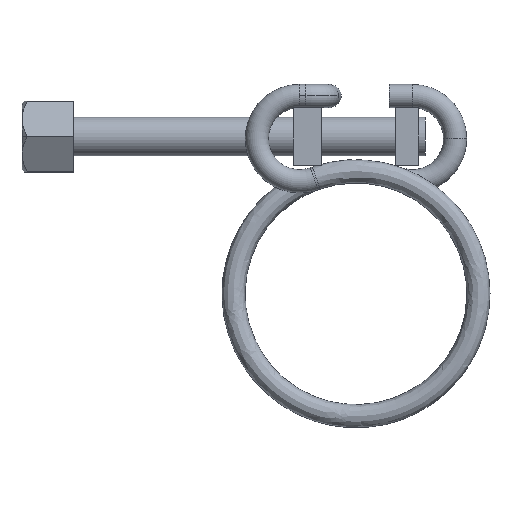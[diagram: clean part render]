
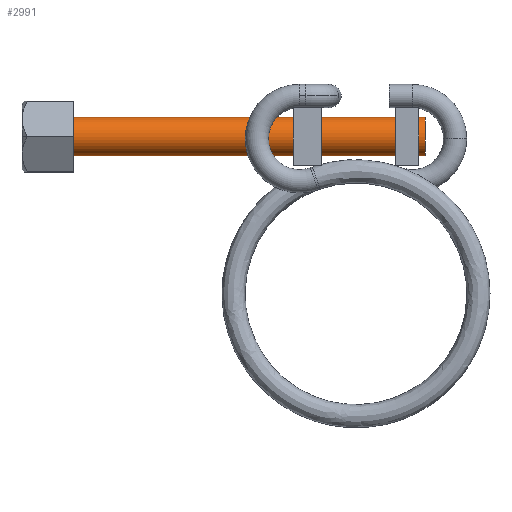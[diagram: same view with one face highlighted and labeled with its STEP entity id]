
A CAD part, top view. The second image highlights one B-rep face of the part: STEP entity #2991.
In plain terms, the highlighted cylindrical face has radius 1.5 mm (diameter 3 mm), a partial arc.
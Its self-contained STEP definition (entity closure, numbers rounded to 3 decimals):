
#141 = CIRCLE ( 'NONE', #1846, 1.5 ) ;
#605 = AXIS2_PLACEMENT_3D ( 'NONE', #5994, #4244, #2949 ) ;
#607 = ORIENTED_EDGE ( 'NONE', *, *, #3276, .F. ) ;
#1440 = CIRCLE ( 'NONE', #605, 1.5 ) ;
#1846 = AXIS2_PLACEMENT_3D ( 'NONE', #5190, #3065, #3106 ) ;
#2219 = DIRECTION ( 'NONE',  ( -1., 0., 0. ) ) ;
#2371 = DIRECTION ( 'NONE',  ( -1., 0., 0. ) ) ;
#2551 = EDGE_CURVE ( 'NONE', #4987, #5566, #4436, .T. ) ;
#2949 = DIRECTION ( 'NONE',  ( 0., 1., 0. ) ) ;
#2991 = ADVANCED_FACE ( 'NONE', ( #5515 ), #3492, .T. ) ;
#3065 = DIRECTION ( 'NONE',  ( 1., 0., 0. ) ) ;
#3106 = DIRECTION ( 'NONE',  ( 0., 1., 0. ) ) ;
#3276 = EDGE_CURVE ( 'NONE', #4987, #3825, #1440, .T. ) ;
#3492 = CYLINDRICAL_SURFACE ( 'NONE', #6452, 1.5 ) ;
#3724 = VECTOR ( 'NONE', #2371, 1000. ) ;
#3825 = VERTEX_POINT ( 'NONE', #4345 ) ;
#3995 = ORIENTED_EDGE ( 'NONE', *, *, #7876, .F. ) ;
#4206 = EDGE_CURVE ( 'NONE', #5566, #5919, #141, .T. ) ;
#4244 = DIRECTION ( 'NONE',  ( 1., 0., 0. ) ) ;
#4345 = CARTESIAN_POINT ( 'NONE',  ( 5.382, 10.7, 0. ) ) ;
#4436 = LINE ( 'NONE', #8480, #3724 ) ;
#4480 = VECTOR ( 'NONE', #2219, 1000. ) ;
#4913 = ORIENTED_EDGE ( 'NONE', *, *, #2551, .T. ) ;
#4987 = VERTEX_POINT ( 'NONE', #5081 ) ;
#5081 = CARTESIAN_POINT ( 'NONE',  ( 5.382, 13.7, 0. ) ) ;
#5147 = DIRECTION ( 'NONE',  ( -1., 0., 0. ) ) ;
#5190 = CARTESIAN_POINT ( 'NONE',  ( -21.918, 12.2, 0. ) ) ;
#5515 = FACE_OUTER_BOUND ( 'NONE', #7911, .T. ) ;
#5566 = VERTEX_POINT ( 'NONE', #5673 ) ;
#5673 = CARTESIAN_POINT ( 'NONE',  ( -21.918, 13.7, 0. ) ) ;
#5919 = VERTEX_POINT ( 'NONE', #7611 ) ;
#5994 = CARTESIAN_POINT ( 'NONE',  ( 5.382, 12.2, 0. ) ) ;
#6452 = AXIS2_PLACEMENT_3D ( 'NONE', #7906, #5147, #7739 ) ;
#7605 = LINE ( 'NONE', #7653, #4480 ) ;
#7611 = CARTESIAN_POINT ( 'NONE',  ( -21.918, 10.7, 0. ) ) ;
#7653 = CARTESIAN_POINT ( 'NONE',  ( 5.382, 10.7, 0. ) ) ;
#7739 = DIRECTION ( 'NONE',  ( 0., -1., 0. ) ) ;
#7876 = EDGE_CURVE ( 'NONE', #3825, #5919, #7605, .T. ) ;
#7906 = CARTESIAN_POINT ( 'NONE',  ( 5.382, 12.2, 0. ) ) ;
#7911 = EDGE_LOOP ( 'NONE', ( #607, #4913, #7977, #3995 ) ) ;
#7977 = ORIENTED_EDGE ( 'NONE', *, *, #4206, .T. ) ;
#8480 = CARTESIAN_POINT ( 'NONE',  ( 5.382, 13.7, 0. ) ) ;
